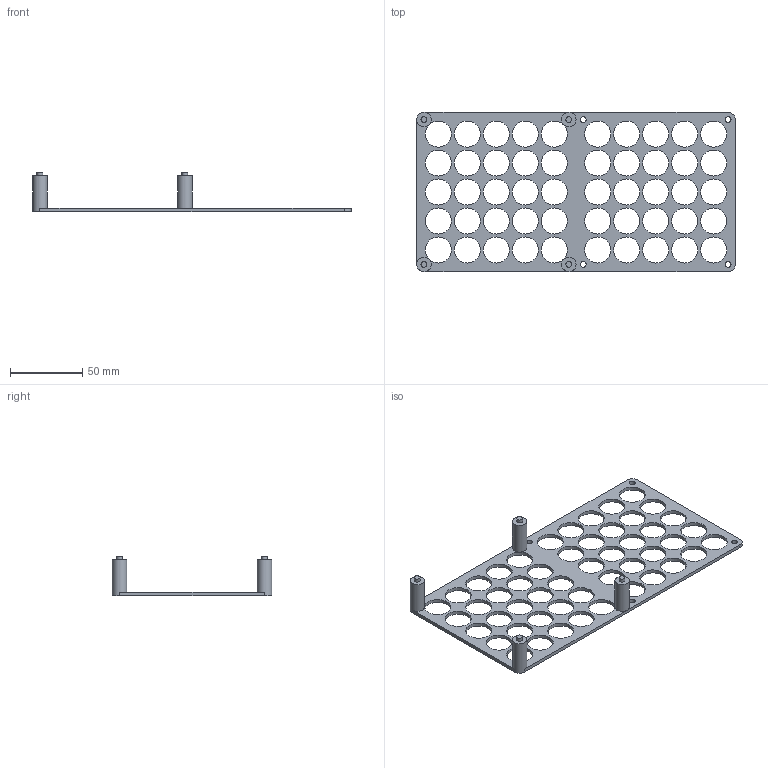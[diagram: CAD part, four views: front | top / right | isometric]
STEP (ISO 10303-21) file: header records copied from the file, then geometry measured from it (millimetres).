
FILE_DESCRIPTION(/* description */ (''),/* implementation_level */ '2;1');
FILE_NAME(/* name */ 'tuberack_2.step',/* time_stamp */ '2024-10-07T21:36:20+02:00',/* author */ (''),/* organization */ (''),/* preprocessor_version */ 'ST-DEVELOPER v20',/* originating_system */ 'Autodesk Translation Framework v13.20.0.188',/* authorisation */ '');
FILE_SCHEMA (('AUTOMOTIVE_DESIGN { 1 0 10303 214 3 1 1 }'));
Length unit declared in the file: millimetre
Products named in the file (1): portaprovette
Bounding box: 220 x 110 x 27.5 mm (x, y, z)
Volume: 35580.6 mm3; surface area: 34711.2 mm2
Topology: 1 solids, 1 shells, 86 faces, 224 edges, 148 vertices
Faces by surface type: cylinder 68, plane 18
Full cylindrical faces by diameter (mm): 4 x12, 10 x4, 18 x50
Entity records: 2965 total; most frequent: DIRECTION 538, CARTESIAN_POINT 459, ORIENTED_EDGE 448, AXIS2_PLACEMENT_3D 227, EDGE_CURVE 224, EDGE_LOOP 202, VERTEX_POINT 148, CIRCLE 140
